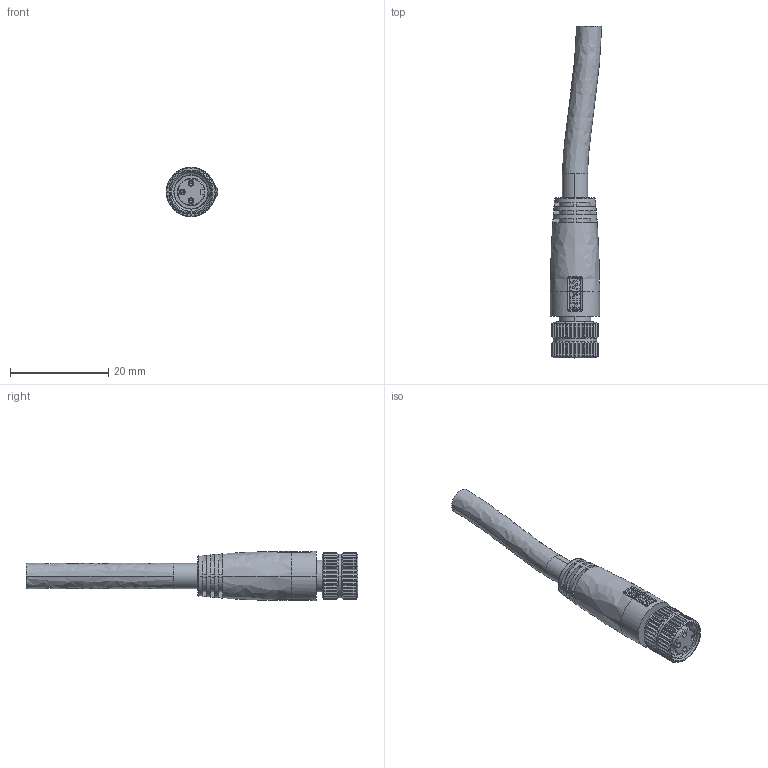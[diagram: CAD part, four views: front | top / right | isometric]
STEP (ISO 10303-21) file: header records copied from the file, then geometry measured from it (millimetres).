
FILE_DESCRIPTION((''),'2;1');
FILE_NAME('M8-FC03-T_SW0001','2024-03-15T',('13288'),(''),'PRO/ENGINEER BY PARAMETRIC TECHNOLOGY CORPORATION, 2012480','PRO/ENGINEER BY PARAMETRIC TECHNOLOGY CORPORATION, 2012480','');
FILE_SCHEMA(('CONFIG_CONTROL_DESIGN'));
Length unit declared in the file: inch
Products named in the file (1): M8-FC03-T_SW0001
Bounding box: 10.41 x 67.41 x 10 mm (x, y, z)
Volume: 2738.1 mm3; surface area: 2521.7 mm2
Topology: 1 solids, 1 shells, 555 faces, 1499 edges, 967 vertices
Faces by surface type: plane 302, cylinder 148, bspline 46, cone 40, torus 19
Entity records: 21987 total; most frequent: CARTESIAN_POINT 9236, ORIENTED_EDGE 2986, DIRECTION 2175, EDGE_CURVE 1493, VERTEX_POINT 967, AXIS2_PLACEMENT_3D 825, B_SPLINE_CURVE_WITH_KNOTS 652, EDGE_LOOP 582
